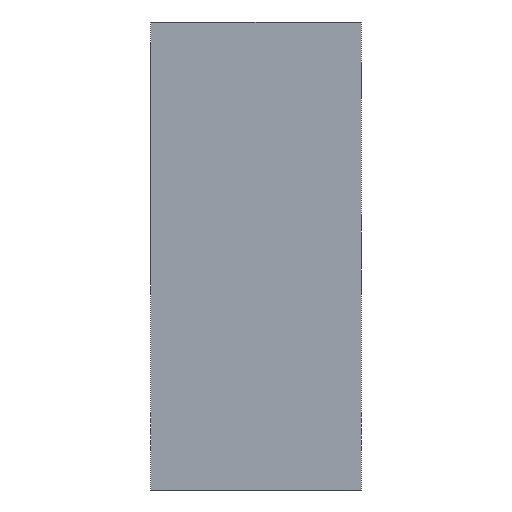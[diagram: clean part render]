
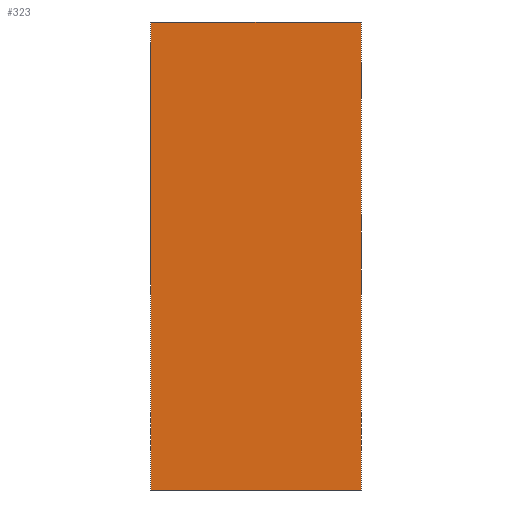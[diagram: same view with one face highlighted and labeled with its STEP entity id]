
A CAD part, left-side view. The second image highlights one B-rep face of the part: STEP entity #323.
In plain terms, the highlighted planar face has unit normal (-1, 0, 0).
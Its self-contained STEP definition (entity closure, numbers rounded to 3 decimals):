
#12 = VERTEX_POINT ( 'NONE', #571 ) ;
#42 = EDGE_LOOP ( 'NONE', ( #708, #866, #872, #694 ) ) ;
#126 = DIRECTION ( 'NONE',  ( 0., 1., 0. ) ) ;
#136 = DIRECTION ( 'NONE',  ( 0., 0., -1. ) ) ;
#217 = CARTESIAN_POINT ( 'NONE',  ( -20., 2., -20. ) ) ;
#222 = LINE ( 'NONE', #786, #376 ) ;
#252 = CARTESIAN_POINT ( 'NONE',  ( -20., -28., 20. ) ) ;
#261 = EDGE_CURVE ( 'NONE', #691, #300, #741, .T. ) ;
#274 = DIRECTION ( 'NONE',  ( 0., 0., 1. ) ) ;
#300 = VERTEX_POINT ( 'NONE', #404 ) ;
#301 = VECTOR ( 'NONE', #126, 1000. ) ;
#322 = VECTOR ( 'NONE', #136, 1000. ) ;
#323 = ADVANCED_FACE ( 'NONE', ( #612 ), #882, .F. ) ;
#376 = VECTOR ( 'NONE', #501, 1000. ) ;
#397 = DIRECTION ( 'NONE',  ( 1., 0., 0. ) ) ;
#401 = EDGE_CURVE ( 'NONE', #12, #691, #480, .T. ) ;
#404 = CARTESIAN_POINT ( 'NONE',  ( -20., 2., 20. ) ) ;
#417 = CARTESIAN_POINT ( 'NONE',  ( -20., -16., 0. ) ) ;
#427 = VERTEX_POINT ( 'NONE', #217 ) ;
#459 = CARTESIAN_POINT ( 'NONE',  ( -20., -28., -20. ) ) ;
#480 = LINE ( 'NONE', #417, #634 ) ;
#501 = DIRECTION ( 'NONE',  ( 0., 1., 0. ) ) ;
#534 = EDGE_CURVE ( 'NONE', #12, #427, #222, .T. ) ;
#544 = LINE ( 'NONE', #763, #322 ) ;
#571 = CARTESIAN_POINT ( 'NONE',  ( -20., -16., -20. ) ) ;
#602 = DIRECTION ( 'NONE',  ( 0., 0., -1. ) ) ;
#612 = FACE_OUTER_BOUND ( 'NONE', #42, .T. ) ;
#634 = VECTOR ( 'NONE', #274, 1000. ) ;
#662 = CARTESIAN_POINT ( 'NONE',  ( -20., -16., 20. ) ) ;
#691 = VERTEX_POINT ( 'NONE', #662 ) ;
#694 = ORIENTED_EDGE ( 'NONE', *, *, #534, .F. ) ;
#708 = ORIENTED_EDGE ( 'NONE', *, *, #401, .T. ) ;
#741 = LINE ( 'NONE', #252, #301 ) ;
#763 = CARTESIAN_POINT ( 'NONE',  ( -20., 2., -20. ) ) ;
#785 = EDGE_CURVE ( 'NONE', #300, #427, #544, .T. ) ;
#786 = CARTESIAN_POINT ( 'NONE',  ( -20., -28., -20. ) ) ;
#802 = AXIS2_PLACEMENT_3D ( 'NONE', #459, #397, #602 ) ;
#866 = ORIENTED_EDGE ( 'NONE', *, *, #261, .T. ) ;
#872 = ORIENTED_EDGE ( 'NONE', *, *, #785, .T. ) ;
#882 = PLANE ( 'NONE',  #802 ) ;
